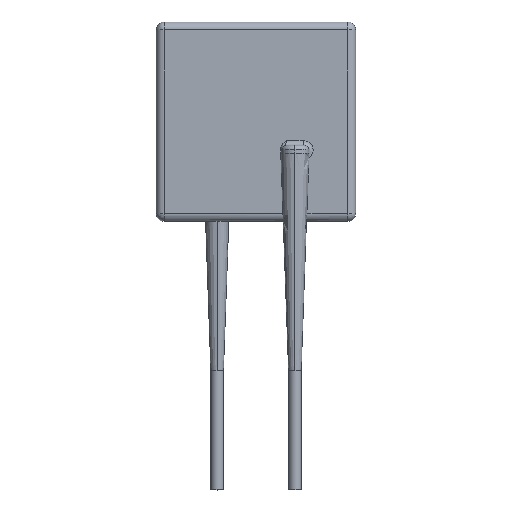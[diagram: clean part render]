
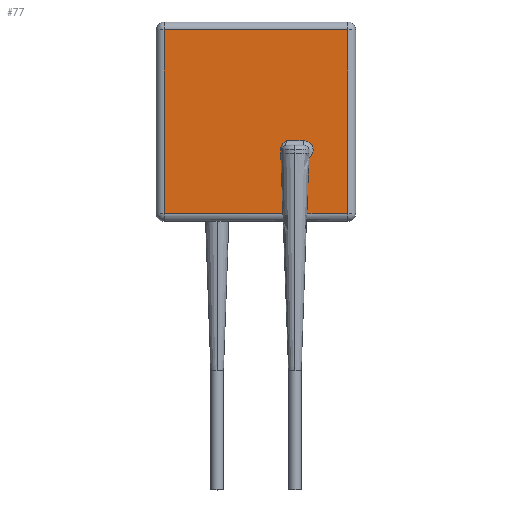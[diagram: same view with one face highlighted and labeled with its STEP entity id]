
A CAD part, top view. The second image highlights one B-rep face of the part: STEP entity #77.
In plain terms, the highlighted planar face has unit normal (0, 0, 1).
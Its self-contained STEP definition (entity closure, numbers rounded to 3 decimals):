
#77=ADVANCED_FACE('',(#167),#168,.T.);
#167=FACE_OUTER_BOUND('',#283,.T.);
#168=PLANE('',#284);
#283=EDGE_LOOP('',(#875,#876,#877,#878,#879,#880,#881,#882,#883,#884,#885));
#284=AXIS2_PLACEMENT_3D('',#886,#887,#888);
#875=ORIENTED_EDGE('',*,*,#1079,.T.);
#876=ORIENTED_EDGE('',*,*,#1159,.T.);
#877=ORIENTED_EDGE('',*,*,#1160,.F.);
#878=ORIENTED_EDGE('',*,*,#1161,.F.);
#879=ORIENTED_EDGE('',*,*,#1162,.T.);
#880=ORIENTED_EDGE('',*,*,#1155,.T.);
#881=ORIENTED_EDGE('',*,*,#1148,.T.);
#882=ORIENTED_EDGE('',*,*,#1145,.T.);
#883=ORIENTED_EDGE('',*,*,#1163,.T.);
#884=ORIENTED_EDGE('',*,*,#1164,.T.);
#885=ORIENTED_EDGE('',*,*,#1165,.T.);
#886=CARTESIAN_POINT('',(0.0,0.0,0.6));
#887=DIRECTION('',(0.0,0.0,1.0));
#888=DIRECTION('',(1.0,-0.0,0.0));
#1079=EDGE_CURVE('',#1228,#1226,#1229,.T.);
#1145=EDGE_CURVE('',#1337,#1335,#1338,.T.);
#1148=EDGE_CURVE('',#1341,#1337,#1342,.T.);
#1155=EDGE_CURVE('',#1351,#1341,#1352,.T.);
#1159=EDGE_CURVE('',#1226,#1357,#1358,.T.);
#1160=EDGE_CURVE('',#1359,#1357,#1360,.T.);
#1161=EDGE_CURVE('',#1361,#1359,#1362,.T.);
#1162=EDGE_CURVE('',#1361,#1351,#1363,.T.);
#1163=EDGE_CURVE('',#1335,#1364,#1365,.T.);
#1164=EDGE_CURVE('',#1364,#1366,#1367,.T.);
#1165=EDGE_CURVE('',#1366,#1228,#1368,.T.);
#1226=VERTEX_POINT('',#1452);
#1228=VERTEX_POINT('',#1454);
#1229=LINE('',#1455,#1456);
#1335=VERTEX_POINT('',#1683);
#1337=VERTEX_POINT('',#1685);
#1338=LINE('',#1686,#1687);
#1341=VERTEX_POINT('',#1690);
#1342=LINE('',#1691,#1692);
#1351=VERTEX_POINT('',#1717);
#1352=LINE('',#1718,#1719);
#1357=VERTEX_POINT('',#1730);
#1358=LINE('',#1731,#1732);
#1359=VERTEX_POINT('',#1733);
#1360=B_SPLINE_CURVE_WITH_KNOTS('',3,(#1734,#1735,#1736,#1737,#1738,#1739,#1740,#1741,#1742,#1743),.UNSPECIFIED.,.F.,.F.,(4,1,1,1,1,1,1,4),(0.0,0.143,0.286,0.429,0.571,0.714,0.857,1.0),.UNSPECIFIED.);
#1361=VERTEX_POINT('',#1744);
#1362=LINE('',#1745,#1746);
#1363=B_SPLINE_CURVE_WITH_KNOTS('',3,(#1747,#1748,#1749,#1750,#1751,#1752,#1753,#1754,#1755,#1756,#1757,#1758,#1759,#1760,#1761,#1762,#1763,#1764),.UNSPECIFIED.,.F.,.F.,(4,1,1,1,1,1,1,1,1,1,1,1,1,1,1,4),(0.0,0.067,0.133,0.2,0.267,0.333,0.4,0.467,0.533,0.6,0.667,0.733,0.8,0.867,0.933,1.0),.UNSPECIFIED.);
#1364=VERTEX_POINT('',#1765);
#1365=LINE('',#1766,#1767);
#1366=VERTEX_POINT('',#1768);
#1367=LINE('',#1769,#1770);
#1368=LINE('',#1771,#1772);
#1452=CARTESIAN_POINT('',(1.578,-2.,0.6));
#1454=CARTESIAN_POINT('',(1.716,-5.85,0.6));
#1455=CARTESIAN_POINT('',(1.716,-5.85,0.6));
#1456=VECTOR('',#1934,3.853);
#1683=CARTESIAN_POINT('',(5.85,5.85,0.6));
#1685=CARTESIAN_POINT('',(5.85,-5.85,0.6));
#1686=CARTESIAN_POINT('',(5.85,-5.85,0.6));
#1687=VECTOR('',#2042,11.7);
#1690=CARTESIAN_POINT('',(3.24,-5.85,0.6));
#1691=CARTESIAN_POINT('',(3.24,-5.85,0.6));
#1692=VECTOR('',#2049,2.61);
#1717=CARTESIAN_POINT('',(3.367,-2.295,0.6));
#1718=CARTESIAN_POINT('',(3.367,-2.295,0.6));
#1719=VECTOR('',#2057,3.557);
#1730=CARTESIAN_POINT('',(1.578,-1.72,0.6));
#1731=CARTESIAN_POINT('',(1.578,-2.,0.6));
#1732=VECTOR('',#2064,0.28);
#1733=CARTESIAN_POINT('',(1.958,-1.2,0.6));
#1734=CARTESIAN_POINT('',(1.958,-1.2,0.6));
#1735=CARTESIAN_POINT('',(1.936,-1.222,0.6));
#1736=CARTESIAN_POINT('',(1.886,-1.266,0.6));
#1737=CARTESIAN_POINT('',(1.797,-1.334,0.6));
#1738=CARTESIAN_POINT('',(1.713,-1.41,0.6));
#1739=CARTESIAN_POINT('',(1.65,-1.487,0.6));
#1740=CARTESIAN_POINT('',(1.607,-1.566,0.6));
#1741=CARTESIAN_POINT('',(1.583,-1.644,0.6));
#1742=CARTESIAN_POINT('',(1.578,-1.694,0.6));
#1743=CARTESIAN_POINT('',(1.578,-1.72,0.6));
#1744=CARTESIAN_POINT('',(2.998,-1.2,0.6));
#1745=CARTESIAN_POINT('',(2.998,-1.2,0.6));
#1746=VECTOR('',#2065,1.039);
#1747=CARTESIAN_POINT('',(2.998,-1.2,0.6));
#1748=CARTESIAN_POINT('',(3.022,-1.2,0.6));
#1749=CARTESIAN_POINT('',(3.075,-1.202,0.6));
#1750=CARTESIAN_POINT('',(3.165,-1.217,0.6));
#1751=CARTESIAN_POINT('',(3.267,-1.248,0.6));
#1752=CARTESIAN_POINT('',(3.366,-1.3,0.6));
#1753=CARTESIAN_POINT('',(3.453,-1.367,0.6));
#1754=CARTESIAN_POINT('',(3.525,-1.447,0.6));
#1755=CARTESIAN_POINT('',(3.582,-1.539,0.6));
#1756=CARTESIAN_POINT('',(3.62,-1.638,0.6));
#1757=CARTESIAN_POINT('',(3.64,-1.743,0.6));
#1758=CARTESIAN_POINT('',(3.641,-1.849,0.6));
#1759=CARTESIAN_POINT('',(3.622,-1.955,0.6));
#1760=CARTESIAN_POINT('',(3.584,-2.055,0.6));
#1761=CARTESIAN_POINT('',(3.529,-2.148,0.6));
#1762=CARTESIAN_POINT('',(3.455,-2.231,0.6));
#1763=CARTESIAN_POINT('',(3.398,-2.275,0.6));
#1764=CARTESIAN_POINT('',(3.367,-2.295,0.6));
#1765=CARTESIAN_POINT('',(-5.85,5.85,0.6));
#1766=CARTESIAN_POINT('',(5.85,5.85,0.6));
#1767=VECTOR('',#2066,11.7);
#1768=CARTESIAN_POINT('',(-5.85,-5.85,0.6));
#1769=CARTESIAN_POINT('',(-5.85,5.85,0.6));
#1770=VECTOR('',#2067,11.7);
#1771=CARTESIAN_POINT('',(-5.85,-5.85,0.6));
#1772=VECTOR('',#2068,7.566);
#1934=DIRECTION('',(-0.036,0.999,0.));
#2042=DIRECTION('',(0.0,1.0,0.0));
#2049=DIRECTION('',(1.0,0.0,0.0));
#2057=DIRECTION('',(-0.036,-0.999,0.));
#2064=DIRECTION('',(0.,1.,0.));
#2065=DIRECTION('',(-1.,0.,0.));
#2066=DIRECTION('',(-1.0,0.0,0.0));
#2067=DIRECTION('',(0.0,-1.0,0.0));
#2068=DIRECTION('',(1.,0.,0.0));
